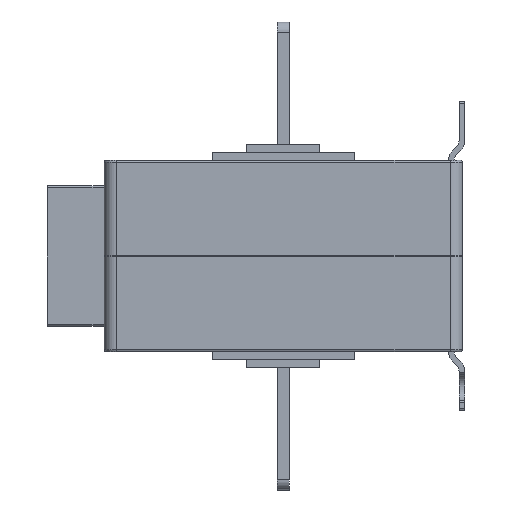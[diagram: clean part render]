
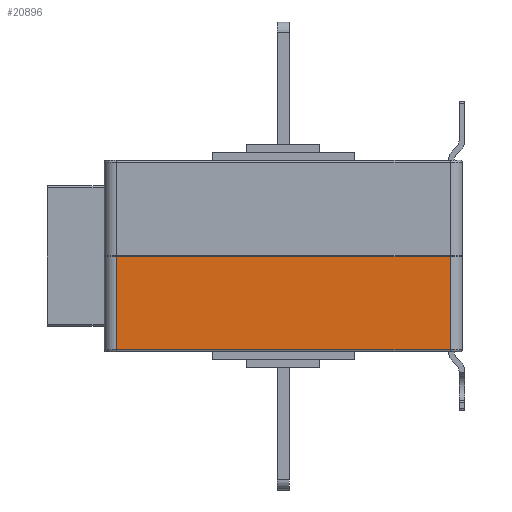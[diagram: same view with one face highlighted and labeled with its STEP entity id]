
A CAD part, left-side view. The second image highlights one B-rep face of the part: STEP entity #20896.
In plain terms, the highlighted planar face has unit normal (-1, 0, 0).
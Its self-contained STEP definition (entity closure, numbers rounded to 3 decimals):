
#312 = CARTESIAN_POINT ( 'NONE',  ( -40.5, 41., 23.5 ) ) ;
#710 = VECTOR ( 'NONE', #25465, 1000. ) ;
#781 = LINE ( 'NONE', #8780, #6455 ) ;
#1061 = ORIENTED_EDGE ( 'NONE', *, *, #19883, .T. ) ;
#1262 = CARTESIAN_POINT ( 'NONE',  ( -40.5, -41., 23.5 ) ) ;
#2142 = VECTOR ( 'NONE', #24985, 1000. ) ;
#2879 = VERTEX_POINT ( 'NONE', #312 ) ;
#3350 = ORIENTED_EDGE ( 'NONE', *, *, #8092, .T. ) ;
#6455 = VECTOR ( 'NONE', #23374, 1000. ) ;
#6842 = EDGE_LOOP ( 'NONE', ( #24415, #1061, #3350, #29187 ) ) ;
#7955 = CARTESIAN_POINT ( 'NONE',  ( -40.5, -44., 23.5 ) ) ;
#8086 = CARTESIAN_POINT ( 'NONE',  ( -40.5, 41., 0.5 ) ) ;
#8092 = EDGE_CURVE ( 'NONE', #21859, #30457, #30574, .T. ) ;
#8111 = CARTESIAN_POINT ( 'NONE',  ( -40.5, -41., 0.5 ) ) ;
#8416 = CARTESIAN_POINT ( 'NONE',  ( -40.5, 41., 23.5 ) ) ;
#8780 = CARTESIAN_POINT ( 'NONE',  ( -40.5, -41., 0.5 ) ) ;
#12646 = EDGE_CURVE ( 'NONE', #2879, #30457, #20813, .T. ) ;
#13662 = DIRECTION ( 'NONE',  ( 1., 0., 0. ) ) ;
#16892 = VECTOR ( 'NONE', #25722, 1000. ) ;
#19345 = LINE ( 'NONE', #8416, #710 ) ;
#19883 = EDGE_CURVE ( 'NONE', #23872, #21859, #781, .T. ) ;
#20615 = AXIS2_PLACEMENT_3D ( 'NONE', #25771, #13662, #30663 ) ;
#20813 = LINE ( 'NONE', #7955, #2142 ) ;
#20881 = PLANE ( 'NONE',  #20615 ) ;
#20896 = ADVANCED_FACE ( 'NONE', ( #30416 ), #20881, .F. ) ;
#21859 = VERTEX_POINT ( 'NONE', #8111 ) ;
#23098 = CARTESIAN_POINT ( 'NONE',  ( -40.5, -41., 23.5 ) ) ;
#23374 = DIRECTION ( 'NONE',  ( 0., -1., 0. ) ) ;
#23872 = VERTEX_POINT ( 'NONE', #8086 ) ;
#24415 = ORIENTED_EDGE ( 'NONE', *, *, #26318, .T. ) ;
#24985 = DIRECTION ( 'NONE',  ( 0., -1., 0. ) ) ;
#25465 = DIRECTION ( 'NONE',  ( 0., 0., -1. ) ) ;
#25722 = DIRECTION ( 'NONE',  ( 0., 0., 1. ) ) ;
#25771 = CARTESIAN_POINT ( 'NONE',  ( -40.5, -44., 23.5 ) ) ;
#26318 = EDGE_CURVE ( 'NONE', #2879, #23872, #19345, .T. ) ;
#29187 = ORIENTED_EDGE ( 'NONE', *, *, #12646, .F. ) ;
#30416 = FACE_OUTER_BOUND ( 'NONE', #6842, .T. ) ;
#30457 = VERTEX_POINT ( 'NONE', #23098 ) ;
#30574 = LINE ( 'NONE', #1262, #16892 ) ;
#30663 = DIRECTION ( 'NONE',  ( 0., 0., -1. ) ) ;
